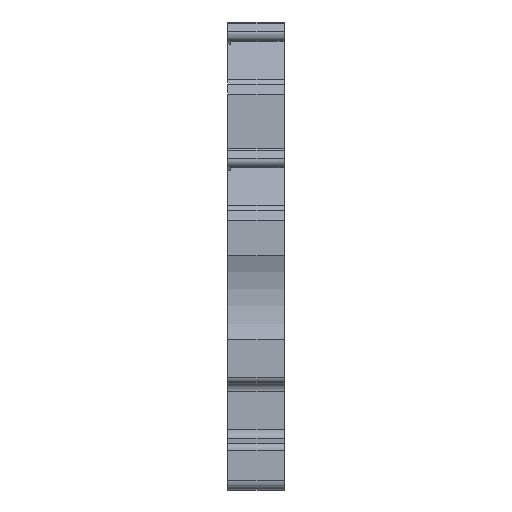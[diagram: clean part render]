
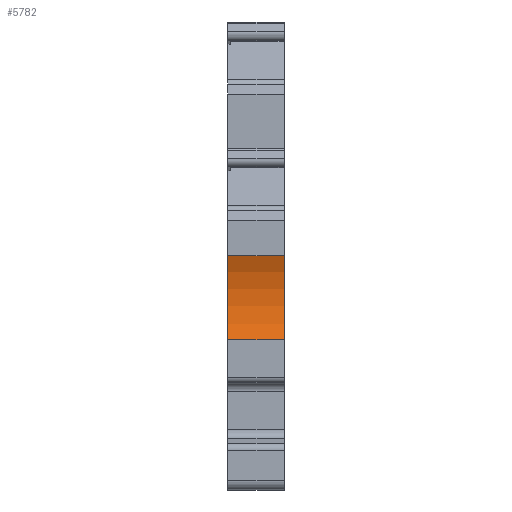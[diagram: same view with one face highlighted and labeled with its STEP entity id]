
A CAD part, left-side view. The second image highlights one B-rep face of the part: STEP entity #5782.
In plain terms, the highlighted cylindrical face has radius 11 mm (diameter 22 mm), a partial arc.
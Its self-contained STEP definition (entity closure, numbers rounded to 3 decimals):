
#71=CYLINDRICAL_SURFACE('',#6075,11.);
#401=LINE('',#8177,#921);
#403=LINE('',#8183,#923);
#921=VECTOR('',#6855,1000.);
#923=VECTOR('',#6861,1000.);
#1661=ORIENTED_EDGE('',*,*,#2783,.F.);
#1662=ORIENTED_EDGE('',*,*,#2785,.F.);
#1663=ORIENTED_EDGE('',*,*,#2786,.F.);
#1664=ORIENTED_EDGE('',*,*,#2787,.F.);
#2783=EDGE_CURVE('',#3309,#3310,#401,.F.);
#2785=EDGE_CURVE('',#3311,#3309,#3513,.T.);
#2786=EDGE_CURVE('',#3312,#3311,#403,.T.);
#2787=EDGE_CURVE('',#3310,#3312,#3514,.F.);
#3309=VERTEX_POINT('',#8176);
#3310=VERTEX_POINT('',#8178);
#3311=VERTEX_POINT('',#8182);
#3312=VERTEX_POINT('',#8184);
#3513=CIRCLE('',#6076,11.);
#3514=CIRCLE('',#6077,11.);
#3645=EDGE_LOOP('',(#1661,#1662,#1663,#1664));
#3869=FACE_BOUND('',#3645,.T.);
#5782=ADVANCED_FACE('',(#3869),#71,.F.);
#6075=AXIS2_PLACEMENT_3D('',#8180,#6857,#6858);
#6076=AXIS2_PLACEMENT_3D('',#8181,#6859,#6860);
#6077=AXIS2_PLACEMENT_3D('',#8185,#6862,#6863);
#6855=DIRECTION('',(0.,-1.,0.));
#6857=DIRECTION('',(0.,-1.,0.));
#6858=DIRECTION('',(0.,0.,-1.));
#6859=DIRECTION('',(0.,1.,0.));
#6860=DIRECTION('',(-1.,0.,0.));
#6861=DIRECTION('',(0.,-1.,0.));
#6862=DIRECTION('',(0.,1.,0.));
#6863=DIRECTION('',(0.,0.,1.));
#8176=CARTESIAN_POINT('',(-41.,-6.,-8.961));
#8177=CARTESIAN_POINT('',(-41.,90.229,-8.961));
#8178=CARTESIAN_POINT('',(-41.,0.,-8.961));
#8180=CARTESIAN_POINT('',(-51.037,90.229,-4.461));
#8181=CARTESIAN_POINT('',(-51.037,-6.,-4.461));
#8182=CARTESIAN_POINT('',(-41.,-6.,0.039));
#8183=CARTESIAN_POINT('',(-41.,90.229,0.039));
#8184=CARTESIAN_POINT('',(-41.,0.,0.039));
#8185=CARTESIAN_POINT('',(-51.037,0.,-4.461));
